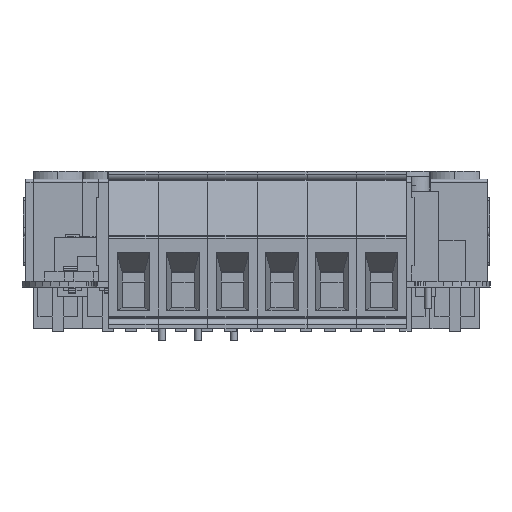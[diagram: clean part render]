
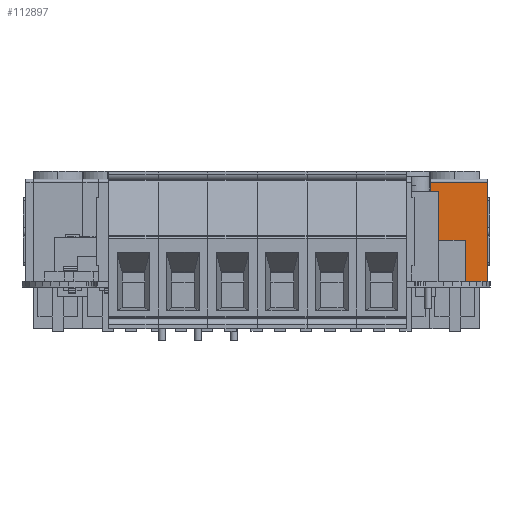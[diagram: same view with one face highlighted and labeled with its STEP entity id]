
A CAD part, left-side view. The second image highlights one B-rep face of the part: STEP entity #112897.
In plain terms, the highlighted planar face has unit normal (-1, 0, 0).
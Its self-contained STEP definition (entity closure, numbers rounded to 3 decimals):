
#4187 = PLANE ( 'NONE',  #111678 ) ;
#9703 = CARTESIAN_POINT ( 'NONE',  ( 128.722, 65.506, 13.5 ) ) ;
#14355 = CARTESIAN_POINT ( 'NONE',  ( 128.722, 65.506, 0. ) ) ;
#15996 = DIRECTION ( 'NONE',  ( -1., 0., 0. ) ) ;
#17578 = VECTOR ( 'NONE', #146788, 1000. ) ;
#28105 = ORIENTED_EDGE ( 'NONE', *, *, #57140, .T. ) ;
#41265 = DIRECTION ( 'NONE',  ( 0., 0., -1. ) ) ;
#45803 = LINE ( 'NONE', #95710, #17578 ) ;
#48296 = DIRECTION ( 'NONE',  ( 0., -1., 0. ) ) ;
#48852 = CARTESIAN_POINT ( 'NONE',  ( 128.722, 80.356, 0. ) ) ;
#51451 = FACE_OUTER_BOUND ( 'NONE', #125906, .T. ) ;
#57140 = EDGE_CURVE ( 'NONE', #165226, #140833, #76531, .T. ) ;
#71214 = VERTEX_POINT ( 'NONE', #151193 ) ;
#74333 = CARTESIAN_POINT ( 'NONE',  ( 128.722, 61.456, 0. ) ) ;
#74939 = ORIENTED_EDGE ( 'NONE', *, *, #149799, .T. ) ;
#76531 = LINE ( 'NONE', #48852, #98557 ) ;
#80130 = ORIENTED_EDGE ( 'NONE', *, *, #156750, .T. ) ;
#83052 = VECTOR ( 'NONE', #127919, 1000. ) ;
#95710 = CARTESIAN_POINT ( 'NONE',  ( 128.722, 80.356, 7. ) ) ;
#98557 = VECTOR ( 'NONE', #48296, 1000. ) ;
#99325 = DIRECTION ( 'NONE',  ( 0., 0., 1. ) ) ;
#105683 = CARTESIAN_POINT ( 'NONE',  ( 128.722, 80.356, 0. ) ) ;
#108390 = VECTOR ( 'NONE', #99325, 1000. ) ;
#111678 = AXIS2_PLACEMENT_3D ( 'NONE', #105683, #15996, #41265 ) ;
#112897 = ADVANCED_FACE ( 'NONE', ( #51451 ), #4187, .T. ) ;
#116072 = ORIENTED_EDGE ( 'NONE', *, *, #126872, .T. ) ;
#123066 = LINE ( 'NONE', #9703, #83052 ) ;
#125906 = EDGE_LOOP ( 'NONE', ( #74939, #116072, #28105, #80130 ) ) ;
#126872 = EDGE_CURVE ( 'NONE', #129099, #165226, #123066, .T. ) ;
#127919 = DIRECTION ( 'NONE',  ( 0., 0., -1. ) ) ;
#129099 = VERTEX_POINT ( 'NONE', #166313 ) ;
#140833 = VERTEX_POINT ( 'NONE', #74333 ) ;
#146788 = DIRECTION ( 'NONE',  ( 0., 1., 0. ) ) ;
#149357 = CARTESIAN_POINT ( 'NONE',  ( 128.722, 61.456, 0. ) ) ;
#149799 = EDGE_CURVE ( 'NONE', #71214, #129099, #45803, .T. ) ;
#150633 = LINE ( 'NONE', #149357, #108390 ) ;
#151193 = CARTESIAN_POINT ( 'NONE',  ( 128.722, 61.456, 7. ) ) ;
#156750 = EDGE_CURVE ( 'NONE', #140833, #71214, #150633, .T. ) ;
#165226 = VERTEX_POINT ( 'NONE', #14355 ) ;
#166313 = CARTESIAN_POINT ( 'NONE',  ( 128.722, 65.506, 7. ) ) ;
